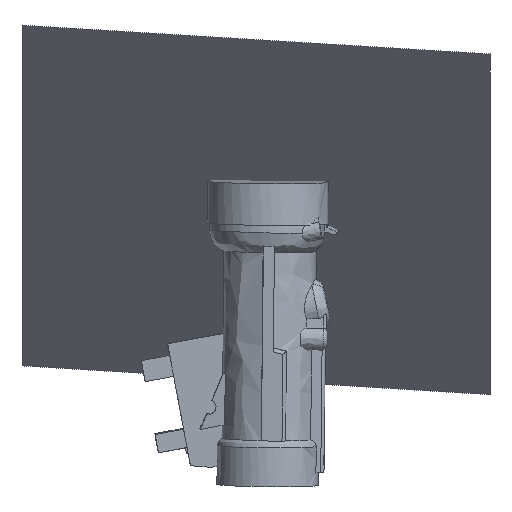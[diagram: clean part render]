
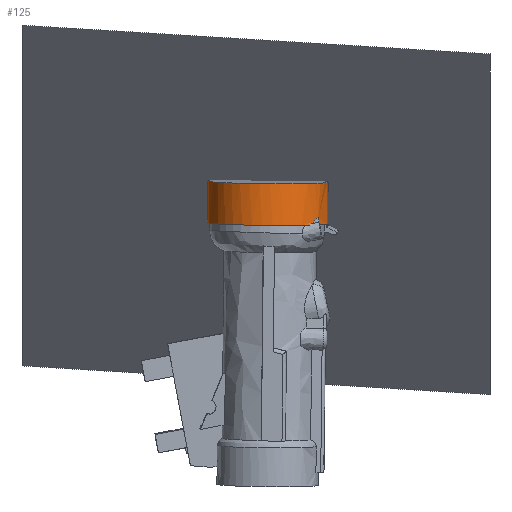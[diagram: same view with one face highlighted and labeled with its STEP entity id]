
A CAD part, front view. The second image highlights one B-rep face of the part: STEP entity #125.
In plain terms, the highlighted free-form (B-spline) face has degree [3, 1] with [7, 2] control points.
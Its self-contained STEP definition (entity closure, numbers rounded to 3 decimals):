
#125=ADVANCED_FACE('',(#301,#302),#303,.T.);
#301=FACE_OUTER_BOUND('',#1698,.T.);
#302=FACE_OUTER_BOUND('',#1699,.T.);
#303=(B_SPLINE_SURFACE(3,1,((#1701,#1702),(#1703,#1704),(#1705,#1706),(#1707,#1708),(#1709,#1710),(#1711,#1712),(#1713,#1714)),.UNSPECIFIED.,.T.,.F.,.F.)B_SPLINE_SURFACE_WITH_KNOTS((4,3,4),(2,2),(0.0,0.5,1.0),(0.0,1.0),.UNSPECIFIED.)RATIONAL_B_SPLINE_SURFACE(((1.0,1.0),(0.333,0.333),(0.333,0.333),(1.0,1.0),(0.333,0.333),(0.333,0.333),(1.0,1.0)))BOUNDED_SURFACE()REPRESENTATION_ITEM('')GEOMETRIC_REPRESENTATION_ITEM()SURFACE());
#1698=EDGE_LOOP('',(#2835));
#1699=EDGE_LOOP('',(#2836,#2837,#2838,#2839,#2840,#2841,#2842));
#1701=CARTESIAN_POINT('',(0.506,0.442,1.634));
#1702=CARTESIAN_POINT('',(0.5,0.463,1.06));
#1703=CARTESIAN_POINT('',(2.168,0.443,1.618));
#1704=CARTESIAN_POINT('',(2.163,0.464,1.044));
#1705=CARTESIAN_POINT('',(2.168,-1.218,1.558));
#1706=CARTESIAN_POINT('',(2.163,-1.197,0.983));
#1707=CARTESIAN_POINT('',(0.506,-1.219,1.574));
#1708=CARTESIAN_POINT('',(0.5,-1.198,0.999));
#1709=CARTESIAN_POINT('',(-1.156,-1.219,1.59));
#1710=CARTESIAN_POINT('',(-1.162,-1.199,1.015));
#1711=CARTESIAN_POINT('',(-1.156,0.442,1.65));
#1712=CARTESIAN_POINT('',(-1.162,0.463,1.075));
#1713=CARTESIAN_POINT('',(0.506,0.442,1.634));
#1714=CARTESIAN_POINT('',(0.5,0.463,1.06));
#2835=ORIENTED_EDGE('',*,*,#3355,.F.);
#2836=ORIENTED_EDGE('',*,*,#3298,.F.);
#2837=ORIENTED_EDGE('',*,*,#3107,.T.);
#2838=ORIENTED_EDGE('',*,*,#3356,.T.);
#2839=ORIENTED_EDGE('',*,*,#3251,.T.);
#2840=ORIENTED_EDGE('',*,*,#3357,.T.);
#2841=ORIENTED_EDGE('',*,*,#3358,.T.);
#2842=ORIENTED_EDGE('',*,*,#3348,.T.);
#3107=EDGE_CURVE('',#3439,#3437,#3440,.T.);
#3251=EDGE_CURVE('',#3692,#3690,#3693,.T.);
#3298=EDGE_CURVE('',#3439,#3771,#3772,.T.);
#3348=EDGE_CURVE('',#3856,#3771,#3857,.T.);
#3355=EDGE_CURVE('',#3865,#3865,#3866,.T.);
#3356=EDGE_CURVE('',#3437,#3692,#3867,.T.);
#3357=EDGE_CURVE('',#3690,#3868,#3869,.T.);
#3358=EDGE_CURVE('',#3868,#3856,#3870,.T.);
#3437=VERTEX_POINT('',#4024);
#3439=VERTEX_POINT('',#4032);
#3440=B_SPLINE_CURVE_WITH_KNOTS('',3,(#4033,#4034,#4035,#4036,#4037,#4038,#4039,#4040,#4041,#4042,#4043,#4044,#4045,#4046,#4047,#4048,#4049,#4050,#4051,#4052,#4053,#4054,#4055,#4056,#4057,#4058,#4059,#4060,#4061,#4062),.UNSPECIFIED.,.F.,.F.,(4,2,2,2,2,2,2,2,2,2,2,2,2,2,4),(0.,0.,0.,0.001,0.001,0.001,0.001,0.001,0.001,0.001,0.001,0.001,0.001,0.001,0.001),.UNSPECIFIED.);
#3690=VERTEX_POINT('',#4934);
#3692=VERTEX_POINT('',#4937);
#3693=B_SPLINE_CURVE_WITH_KNOTS('',3,(#4938,#4939,#4940,#4941),.UNSPECIFIED.,.F.,.F.,(4,4),(0.0,0.),.UNSPECIFIED.);
#3771=VERTEX_POINT('',#5181);
#3772=ELLIPSE('',#5182,16.335,0.831);
#3856=VERTEX_POINT('',#5445);
#3857=CIRCLE('',#5446,0.831);
#3865=VERTEX_POINT('',#5491);
#3866=CIRCLE('',#5492,0.831);
#3867=CIRCLE('',#5493,0.831);
#3868=VERTEX_POINT('',#5494);
#3869=ELLIPSE('',#5495,0.95,0.831);
#3870=ELLIPSE('',#5496,4.654,0.831);
#4024=CARTESIAN_POINT('',(0.701,0.439,1.057));
#4032=CARTESIAN_POINT('',(1.18,0.11,1.113));
#4033=CARTESIAN_POINT('',(1.18,0.11,1.113));
#4034=CARTESIAN_POINT('',(1.112,0.205,1.147));
#4035=CARTESIAN_POINT('',(1.026,0.282,1.186));
#4036=CARTESIAN_POINT('',(0.904,0.353,1.241));
#4037=CARTESIAN_POINT('',(0.879,0.366,1.251));
#4038=CARTESIAN_POINT('',(0.829,0.389,1.278));
#4039=CARTESIAN_POINT('',(0.804,0.398,1.296));
#4040=CARTESIAN_POINT('',(0.781,0.405,1.352));
#4041=CARTESIAN_POINT('',(0.78,0.404,1.383));
#4042=CARTESIAN_POINT('',(0.778,0.403,1.444));
#4043=CARTESIAN_POINT('',(0.779,0.402,1.474));
#4044=CARTESIAN_POINT('',(0.768,0.404,1.519));
#4045=CARTESIAN_POINT('',(0.76,0.406,1.535));
#4046=CARTESIAN_POINT('',(0.732,0.414,1.542));
#4047=CARTESIAN_POINT('',(0.717,0.418,1.535));
#4048=CARTESIAN_POINT('',(0.681,0.428,1.509));
#4049=CARTESIAN_POINT('',(0.663,0.433,1.485));
#4050=CARTESIAN_POINT('',(0.612,0.444,1.412));
#4051=CARTESIAN_POINT('',(0.583,0.449,1.359));
#4052=CARTESIAN_POINT('',(0.544,0.454,1.277));
#4053=CARTESIAN_POINT('',(0.533,0.456,1.25));
#4054=CARTESIAN_POINT('',(0.522,0.458,1.206));
#4055=CARTESIAN_POINT('',(0.519,0.458,1.191));
#4056=CARTESIAN_POINT('',(0.523,0.459,1.161));
#4057=CARTESIAN_POINT('',(0.53,0.46,1.147));
#4058=CARTESIAN_POINT('',(0.564,0.459,1.117));
#4059=CARTESIAN_POINT('',(0.593,0.457,1.106));
#4060=CARTESIAN_POINT('',(0.647,0.45,1.082));
#4061=CARTESIAN_POINT('',(0.674,0.445,1.069));
#4062=CARTESIAN_POINT('',(0.701,0.439,1.057));
#4934=CARTESIAN_POINT('',(1.103,-0.94,1.024));
#4937=CARTESIAN_POINT('',(1.084,-0.958,1.002));
#4938=CARTESIAN_POINT('',(1.084,-0.958,1.002));
#4939=CARTESIAN_POINT('',(1.09,-0.953,1.01));
#4940=CARTESIAN_POINT('',(1.097,-0.946,1.017));
#4941=CARTESIAN_POINT('',(1.103,-0.94,1.024));
#5181=CARTESIAN_POINT('',(1.176,0.116,1.04));
#5182=AXIS2_PLACEMENT_3D('',#5988,#5989,#5990);
#5445=CARTESIAN_POINT('',(1.219,-0.784,1.007));
#5446=AXIS2_PLACEMENT_3D('',#6074,#6075,#6076);
#5491=CARTESIAN_POINT('',(1.337,-0.388,1.596));
#5492=AXIS2_PLACEMENT_3D('',#6081,#6082,#6083);
#5493=AXIS2_PLACEMENT_3D('',#6084,#6085,#6086);
#5494=CARTESIAN_POINT('',(1.201,-0.82,1.11));
#5495=AXIS2_PLACEMENT_3D('',#6087,#6088,#6089);
#5496=AXIS2_PLACEMENT_3D('',#6090,#6091,#6092);
#5988=CARTESIAN_POINT('',(0.601,-0.747,11.467));
#5989=DIRECTION('',(0.074,0.994,0.086));
#5990=DIRECTION('',(-0.006,0.087,-0.996));
#6074=CARTESIAN_POINT('',(0.5,-0.367,1.029));
#6075=DIRECTION('',(0.01,-0.036,0.999));
#6076=DIRECTION('',(1.,0.,-0.01));
#6081=CARTESIAN_POINT('',(0.506,-0.388,1.604));
#6082=DIRECTION('',(0.01,-0.036,0.999));
#6083=DIRECTION('',(1.,0.,-0.01));
#6084=CARTESIAN_POINT('',(0.5,-0.367,1.029));
#6085=DIRECTION('',(0.01,-0.036,0.999));
#6086=DIRECTION('',(1.,0.,-0.01));
#6087=CARTESIAN_POINT('',(0.502,-0.375,1.232));
#6088=DIRECTION('',(-0.159,-0.486,0.859));
#6089=DIRECTION('',(-0.307,-0.803,-0.511));
#6090=CARTESIAN_POINT('',(0.539,-0.513,5.029));
#6091=DIRECTION('',(0.985,-0.024,0.168));
#6092=DIRECTION('',(0.169,0.033,-0.985));
